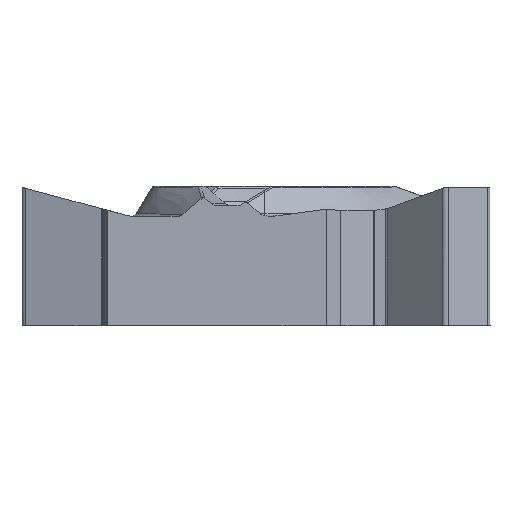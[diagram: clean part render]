
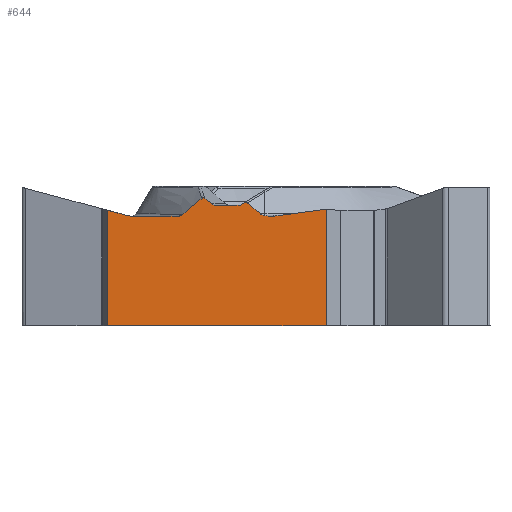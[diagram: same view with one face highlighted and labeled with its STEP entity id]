
A CAD part, left-side view. The second image highlights one B-rep face of the part: STEP entity #644.
In plain terms, the highlighted planar face has unit normal (-1, 0, 0).
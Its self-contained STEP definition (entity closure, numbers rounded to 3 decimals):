
#123=PLANE('',#2404);
#167=FACE_OUTER_BOUND('',#803,.T.);
#302=ELLIPSE('',#2398,1.,0.5);
#303=ELLIPSE('',#2399,0.41,0.205);
#304=ELLIPSE('',#2400,0.154,0.1);
#305=ELLIPSE('',#2401,0.309,0.3);
#306=ELLIPSE('',#2402,0.309,0.3);
#343=LINE('',#3668,#493);
#344=LINE('',#3671,#494);
#345=LINE('',#3673,#495);
#346=LINE('',#3675,#496);
#347=LINE('',#3679,#497);
#348=LINE('',#3688,#498);
#349=LINE('',#3692,#499);
#350=LINE('',#3696,#500);
#351=LINE('',#3700,#501);
#352=LINE('',#3735,#502);
#353=LINE('',#3739,#503);
#493=VECTOR('',#2640,1.);
#494=VECTOR('',#2641,1.);
#495=VECTOR('',#2642,1.);
#496=VECTOR('',#2643,1.);
#497=VECTOR('',#2646,1.);
#498=VECTOR('',#2649,1.);
#499=VECTOR('',#2652,1.);
#500=VECTOR('',#2655,1.);
#501=VECTOR('',#2658,1.);
#502=VECTOR('',#2659,1.);
#503=VECTOR('',#2662,1.);
#644=ADVANCED_FACE('',(#167),#123,.F.);
#803=EDGE_LOOP('',(#948,#949,#950,#951,#952,#953,#954,#955,#956,#957,#958,
#959,#960,#961,#962,#963,#964,#965,#966,#967,#968));
#948=ORIENTED_EDGE('',*,*,#1860,.T.);
#949=ORIENTED_EDGE('',*,*,#1861,.T.);
#950=ORIENTED_EDGE('',*,*,#1862,.T.);
#951=ORIENTED_EDGE('',*,*,#1863,.T.);
#952=ORIENTED_EDGE('',*,*,#1864,.T.);
#953=ORIENTED_EDGE('',*,*,#1865,.T.);
#954=ORIENTED_EDGE('',*,*,#1866,.T.);
#955=ORIENTED_EDGE('',*,*,#1867,.T.);
#956=ORIENTED_EDGE('',*,*,#1868,.F.);
#957=ORIENTED_EDGE('',*,*,#1869,.F.);
#958=ORIENTED_EDGE('',*,*,#1870,.T.);
#959=ORIENTED_EDGE('',*,*,#1871,.T.);
#960=ORIENTED_EDGE('',*,*,#1872,.T.);
#961=ORIENTED_EDGE('',*,*,#1873,.T.);
#962=ORIENTED_EDGE('',*,*,#1874,.T.);
#963=ORIENTED_EDGE('',*,*,#1875,.F.);
#964=ORIENTED_EDGE('',*,*,#1876,.T.);
#965=ORIENTED_EDGE('',*,*,#1877,.T.);
#966=ORIENTED_EDGE('',*,*,#1878,.T.);
#967=ORIENTED_EDGE('',*,*,#1879,.T.);
#968=ORIENTED_EDGE('',*,*,#1880,.T.);
#1646=VERTEX_POINT('',#3669);
#1647=VERTEX_POINT('',#3670);
#1648=VERTEX_POINT('',#3672);
#1649=VERTEX_POINT('',#3674);
#1650=VERTEX_POINT('',#3676);
#1651=VERTEX_POINT('',#3678);
#1652=VERTEX_POINT('',#3680);
#1653=VERTEX_POINT('',#3685);
#1654=VERTEX_POINT('',#3687);
#1655=VERTEX_POINT('',#3689);
#1656=VERTEX_POINT('',#3691);
#1657=VERTEX_POINT('',#3693);
#1658=VERTEX_POINT('',#3695);
#1659=VERTEX_POINT('',#3697);
#1660=VERTEX_POINT('',#3699);
#1661=VERTEX_POINT('',#3701);
#1662=VERTEX_POINT('',#3715);
#1663=VERTEX_POINT('',#3723);
#1664=VERTEX_POINT('',#3734);
#1665=VERTEX_POINT('',#3736);
#1666=VERTEX_POINT('',#3738);
#1860=EDGE_CURVE('',#1646,#1647,#343,.T.);
#1861=EDGE_CURVE('',#1647,#1648,#344,.T.);
#1862=EDGE_CURVE('',#1648,#1649,#345,.T.);
#1863=EDGE_CURVE('',#1649,#1650,#346,.T.);
#1864=EDGE_CURVE('',#1650,#1651,#302,.T.);
#1865=EDGE_CURVE('',#1651,#1652,#347,.T.);
#1866=EDGE_CURVE('',#1652,#1653,#2300,.T.);
#1867=EDGE_CURVE('',#1653,#1654,#303,.T.);
#1868=EDGE_CURVE('',#1655,#1654,#348,.T.);
#1869=EDGE_CURVE('',#1656,#1655,#304,.T.);
#1870=EDGE_CURVE('',#1656,#1657,#349,.T.);
#1871=EDGE_CURVE('',#1657,#1658,#305,.T.);
#1872=EDGE_CURVE('',#1658,#1659,#350,.T.);
#1873=EDGE_CURVE('',#1659,#1660,#306,.T.);
#1874=EDGE_CURVE('',#1660,#1661,#351,.T.);
#1875=EDGE_CURVE('',#1662,#1661,#2301,.T.);
#1876=EDGE_CURVE('',#1662,#1663,#2302,.T.);
#1877=EDGE_CURVE('',#1663,#1664,#2303,.T.);
#1878=EDGE_CURVE('',#1664,#1665,#352,.T.);
#1879=EDGE_CURVE('',#1665,#1666,#2209,.T.);
#1880=EDGE_CURVE('',#1666,#1646,#353,.T.);
#2209=CIRCLE('',#2403,0.5);
#2300=B_SPLINE_CURVE_WITH_KNOTS('',3,(#3681,#3682,#3683,#3684),
 .UNSPECIFIED.,.F.,.F.,(4,4),(0.,1.),.UNSPECIFIED.);
#2301=B_SPLINE_CURVE_WITH_KNOTS('',3,(#3702,#3703,#3704,#3705,#3706,#3707,
#3708,#3709,#3710,#3711,#3712,#3713,#3714),.UNSPECIFIED.,.F.,.F.,(4,3,3,
3,4),(0.,0.251,0.502,0.753,1.),
 .UNSPECIFIED.);
#2302=B_SPLINE_CURVE_WITH_KNOTS('',3,(#3716,#3717,#3718,#3719,#3720,#3721,
#3722),.UNSPECIFIED.,.F.,.F.,(4,3,4),(0.,0.416,1.),
 .UNSPECIFIED.);
#2303=B_SPLINE_CURVE_WITH_KNOTS('',3,(#3724,#3725,#3726,#3727,#3728,#3729,
#3730,#3731,#3732,#3733),.UNSPECIFIED.,.F.,.F.,(4,3,3,4),(0.,0.469,
0.885,1.),.UNSPECIFIED.);
#2398=AXIS2_PLACEMENT_3D('',#3677,#2644,#2645);
#2399=AXIS2_PLACEMENT_3D('',#3686,#2647,#2648);
#2400=AXIS2_PLACEMENT_3D('',#3690,#2650,#2651);
#2401=AXIS2_PLACEMENT_3D('',#3694,#2653,#2654);
#2402=AXIS2_PLACEMENT_3D('',#3698,#2656,#2657);
#2403=AXIS2_PLACEMENT_3D('',#3737,#2660,#2661);
#2404=AXIS2_PLACEMENT_3D('',#3740,#2663,#2664);
#2640=DIRECTION('',(0.,0.,-1.));
#2641=DIRECTION('',(0.,-1.,0.));
#2642=DIRECTION('',(0.,0.,1.));
#2643=DIRECTION('',(0.,0.991,-0.133));
#2644=DIRECTION('',(1.,0.,0.));
#2645=DIRECTION('',(0.,1.,0.));
#2646=DIRECTION('',(0.,1.,0.));
#2647=DIRECTION('',(1.,0.,0.));
#2648=DIRECTION('',(0.,-1.,0.));
#2649=DIRECTION('',(0.,-0.772,-0.636));
#2650=DIRECTION('',(1.,0.,0.));
#2651=DIRECTION('',(0.,-0.854,0.521));
#2652=DIRECTION('',(0.,0.775,-0.631));
#2653=DIRECTION('',(1.,0.,0.));
#2654=DIRECTION('',(0.,-1.,0.));
#2655=DIRECTION('',(0.,1.,0.));
#2656=DIRECTION('',(1.,0.,0.));
#2657=DIRECTION('',(0.,-1.,0.));
#2658=DIRECTION('',(0.,0.775,0.631));
#2659=DIRECTION('',(0.,1.,0.));
#2660=DIRECTION('',(1.,0.,0.));
#2661=DIRECTION('',(0.,0.,-1.));
#2662=DIRECTION('',(0.,0.966,0.259));
#2663=DIRECTION('',(1.,0.,0.));
#2664=DIRECTION('',(0.,0.,-1.));
#3668=CARTESIAN_POINT('',(-6.35,6.611,25.));
#3669=CARTESIAN_POINT('',(-6.35,6.611,-0.72));
#3670=CARTESIAN_POINT('',(-6.35,6.611,-5.56));
#3671=CARTESIAN_POINT('',(-6.35,8.6,-5.56));
#3672=CARTESIAN_POINT('',(-6.35,-2.567,-5.56));
#3673=CARTESIAN_POINT('',(-6.35,-2.567,25.));
#3674=CARTESIAN_POINT('',(-6.35,-2.567,-0.675));
#3675=CARTESIAN_POINT('',(-6.35,-3.424,-0.56));
#3676=CARTESIAN_POINT('',(-6.35,-0.551,-0.945));
#3677=CARTESIAN_POINT('',(-6.35,-0.292,-0.462));
#3678=CARTESIAN_POINT('',(-6.35,-0.292,-0.962));
#3679=CARTESIAN_POINT('',(-6.35,0.,-0.962));
#3680=CARTESIAN_POINT('',(-6.35,-0.158,-0.962));
#3681=CARTESIAN_POINT('',(-6.35,-0.158,-0.962));
#3682=CARTESIAN_POINT('',(-6.35,-0.105,-0.962));
#3683=CARTESIAN_POINT('',(-6.35,-0.052,-0.957));
#3684=CARTESIAN_POINT('',(-6.35,0.,-0.946));
#3685=CARTESIAN_POINT('',(-6.35,0.,-0.946));
#3686=CARTESIAN_POINT('',(-6.35,-0.158,-0.757));
#3687=CARTESIAN_POINT('',(-6.35,0.192,-0.863));
#3688=CARTESIAN_POINT('',(-6.35,17.892,13.73));
#3689=CARTESIAN_POINT('',(-6.35,0.734,-0.416));
#3690=CARTESIAN_POINT('',(-6.35,0.851,-0.513));
#3691=CARTESIAN_POINT('',(-6.35,0.929,-0.446));
#3692=CARTESIAN_POINT('',(-6.35,-6.917,5.942));
#3693=CARTESIAN_POINT('',(-6.35,0.934,-0.45));
#3694=CARTESIAN_POINT('',(-6.35,1.132,-0.22));
#3695=CARTESIAN_POINT('',(-6.35,1.132,-0.52));
#3696=CARTESIAN_POINT('',(-6.35,8.6,-0.52));
#3697=CARTESIAN_POINT('',(-6.35,2.034,-0.52));
#3698=CARTESIAN_POINT('',(-6.35,2.034,-0.22));
#3699=CARTESIAN_POINT('',(-6.35,2.233,-0.45));
#3700=CARTESIAN_POINT('',(-6.35,18.522,12.813));
#3701=CARTESIAN_POINT('',(-6.35,2.519,-0.217));
#3702=CARTESIAN_POINT('',(-6.35,2.639,-0.212));
#3703=CARTESIAN_POINT('',(-6.35,2.631,-0.206));
#3704=CARTESIAN_POINT('',(-6.35,2.621,-0.201));
#3705=CARTESIAN_POINT('',(-6.35,2.61,-0.198));
#3706=CARTESIAN_POINT('',(-6.35,2.6,-0.195));
#3707=CARTESIAN_POINT('',(-6.35,2.589,-0.193));
#3708=CARTESIAN_POINT('',(-6.35,2.578,-0.194));
#3709=CARTESIAN_POINT('',(-6.35,2.568,-0.194));
#3710=CARTESIAN_POINT('',(-6.35,2.557,-0.197));
#3711=CARTESIAN_POINT('',(-6.35,2.547,-0.2));
#3712=CARTESIAN_POINT('',(-6.35,2.537,-0.204));
#3713=CARTESIAN_POINT('',(-6.35,2.528,-0.21));
#3714=CARTESIAN_POINT('',(-6.35,2.519,-0.217));
#3715=CARTESIAN_POINT('',(-6.35,2.639,-0.212));
#3716=CARTESIAN_POINT('',(-6.35,2.639,-0.212));
#3717=CARTESIAN_POINT('',(-6.35,2.758,-0.298));
#3718=CARTESIAN_POINT('',(-6.35,2.874,-0.388));
#3719=CARTESIAN_POINT('',(-6.35,2.986,-0.481));
#3720=CARTESIAN_POINT('',(-6.35,3.145,-0.613));
#3721=CARTESIAN_POINT('',(-6.35,3.297,-0.752));
#3722=CARTESIAN_POINT('',(-6.35,3.443,-0.897));
#3723=CARTESIAN_POINT('',(-6.35,3.443,-0.897));
#3724=CARTESIAN_POINT('',(-6.35,3.443,-0.897));
#3725=CARTESIAN_POINT('',(-6.35,3.463,-0.916));
#3726=CARTESIAN_POINT('',(-6.35,3.487,-0.932));
#3727=CARTESIAN_POINT('',(-6.35,3.513,-0.943));
#3728=CARTESIAN_POINT('',(-6.35,3.535,-0.953));
#3729=CARTESIAN_POINT('',(-6.35,3.56,-0.959));
#3730=CARTESIAN_POINT('',(-6.35,3.585,-0.961));
#3731=CARTESIAN_POINT('',(-6.35,3.592,-0.961));
#3732=CARTESIAN_POINT('',(-6.35,3.598,-0.962));
#3733=CARTESIAN_POINT('',(-6.35,3.605,-0.962));
#3734=CARTESIAN_POINT('',(-6.35,3.605,-0.962));
#3735=CARTESIAN_POINT('',(-6.35,8.6,-0.962));
#3736=CARTESIAN_POINT('',(-6.35,5.645,-0.962));
#3737=CARTESIAN_POINT('',(-6.35,5.645,-0.462));
#3738=CARTESIAN_POINT('',(-6.35,5.775,-0.945));
#3739=CARTESIAN_POINT('',(-6.35,14.897,1.5));
#3740=CARTESIAN_POINT('',(-6.35,8.6,25.));
